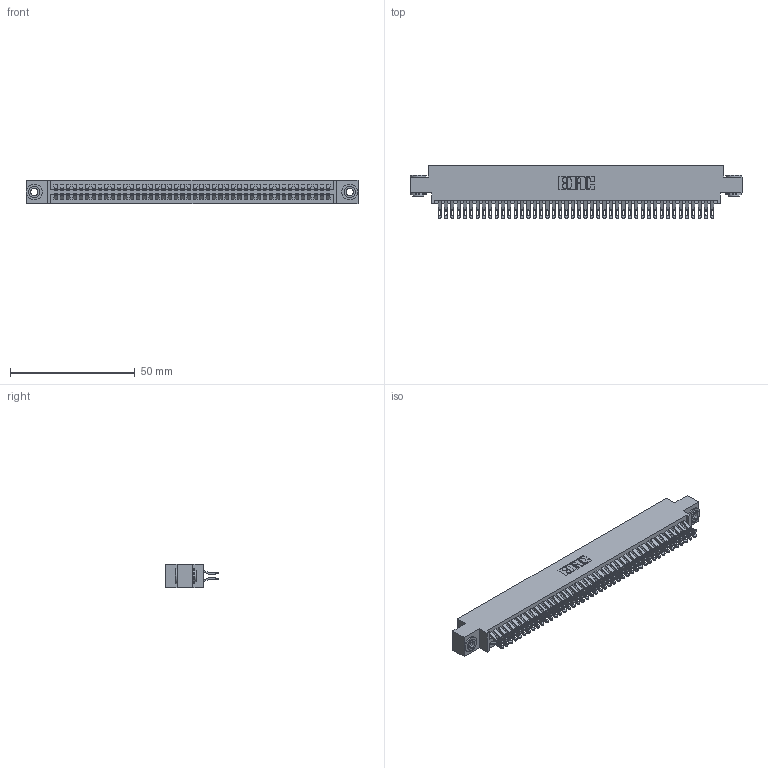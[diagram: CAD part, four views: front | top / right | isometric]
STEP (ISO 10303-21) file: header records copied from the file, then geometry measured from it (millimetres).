
FILE_DESCRIPTION (( 'STEP AP203' ), '1' );
FILE_NAME ('345-088-555-803.STEP', '2018-10-04T14:37:11', ( '' ), ( '' ), 'SwSTEP 2.0', 'SolidWorks 2016', '' );
FILE_SCHEMA (( 'CONFIG_CONTROL_DESIGN' ));
Length unit declared in the file: inch
Products named in the file (4): 345-250-002_345-250-002-102; 345-292-001_555 Tail; 345 Part_0.170 Offset - 0.156 Dia-TH; 345-088-555-803
Assembly tree (91 placements, depth 2):
  345-088-555-803
    345 Part_0.170 Offset - 0.156 Dia-TH
    345-292-001_555 Tail  x88
    345-250-002_345-250-002-102  x2
Bounding box: 132.97 x 21.13 x 9.4 mm (x, y, z)
Volume: 13096.6 mm3; surface area: 20633.8 mm2
Topology: 91 solids, 91 shells, 5096 faces, 16005 edges, 10666 vertices
Faces by surface type: plane 2822, cylinder 2266, cone 8
Entity records: 35362 total; most frequent: CARTESIAN_POINT 5937, ORIENTED_EDGE 5834, DIRECTION 5231, EDGE_CURVE 2917, LINE 2565, VECTOR 2565, VERTEX_POINT 1942, AXIS2_PLACEMENT_3D 1333
